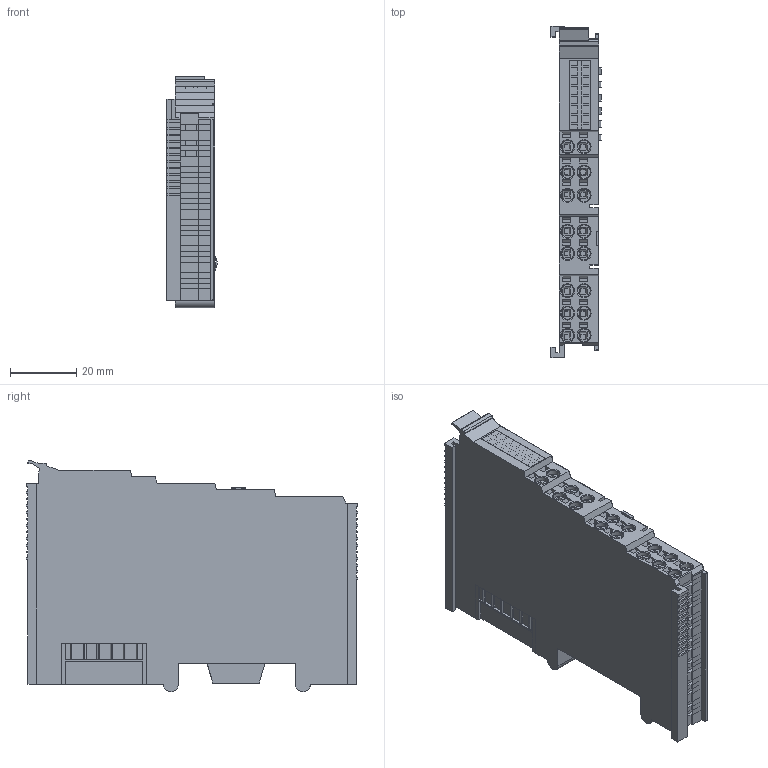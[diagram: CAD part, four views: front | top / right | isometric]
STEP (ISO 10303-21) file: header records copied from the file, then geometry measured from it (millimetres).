
FILE_DESCRIPTION (( 'STEP AP214' ), '1' );
FILE_NAME ('PX-549.STEP', '2014-11-18T14:33:55', ( '' ), ( '' ), 'SwSTEP 2.0', 'SolidWorks 2014', '' );
FILE_SCHEMA (( 'AUTOMOTIVE_DESIGN' ));
Length unit declared in the file: millimetre
Products named in the file (1): PX-549
Bounding box: 15.14 x 100.25 x 70.06 mm (x, y, z)
Volume: 60656.5 mm3; surface area: 28095 mm2
Topology: 12 solids, 12 shells, 1152 faces, 3066 edges, 1970 vertices
Faces by surface type: plane 906, cylinder 169, torus 33, cone 32, sphere 12
Entity records: 39216 total; most frequent: CARTESIAN_POINT 6303, ORIENTED_EDGE 6108, DIRECTION 5695, EDGE_CURVE 3054, LINE 2651, VECTOR 2651, VERTEX_POINT 1968, AXIS2_PLACEMENT_3D 1522
